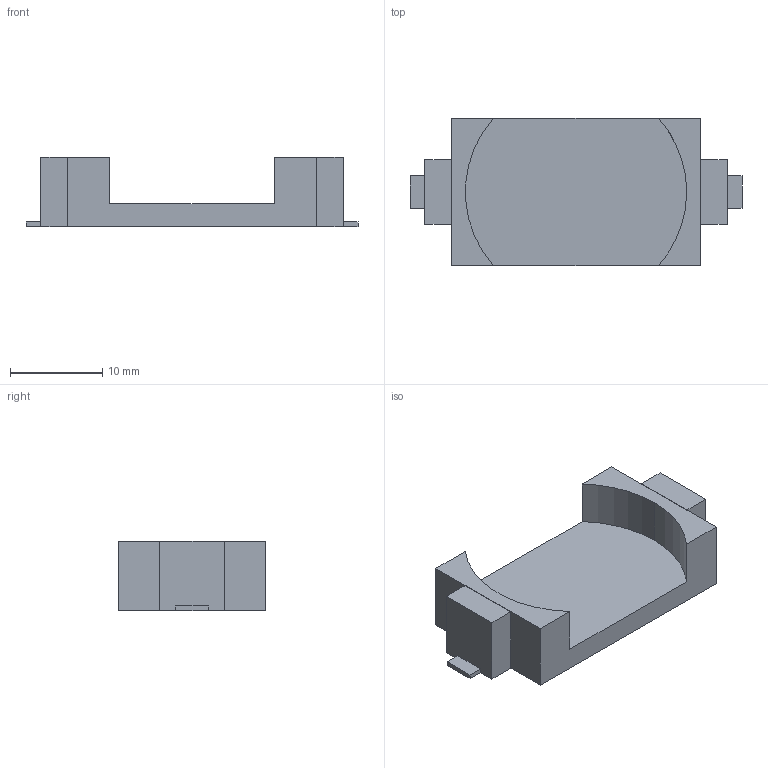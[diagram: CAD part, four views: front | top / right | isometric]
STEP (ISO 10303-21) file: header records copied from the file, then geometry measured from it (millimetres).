
FILE_DESCRIPTION(('FreeCAD Model'),'2;1');
FILE_NAME('Open CASCADE Shape Model','2025-02-01T11:26:01',(''),(''), 'Open CASCADE STEP processor 7.8','FreeCAD','Unknown');
FILE_SCHEMA(('AUTOMOTIVE_DESIGN { 1 0 10303 214 1 1 1 1 }'));
Length unit declared in the file: millimetre
Products named in the file (6): Unnamed; Slice.0; 立方体001; 立方体002; 立方体003; 立方体004
Assembly tree (5 placements, depth 2):
  Unnamed
    Slice.0
    立方体001
    立方体002
    立方体003
    立方体004
Bounding box: 36 x 16 x 7.5 mm (x, y, z)
Volume: 1783.8 mm3; surface area: 1916 mm2
Topology: 5 solids, 5 shells, 35 faces, 75 edges, 50 vertices
Faces by surface type: plane 32, cylinder 3
Entity records: 1079 total; most frequent: CARTESIAN_POINT 166, DIRECTION 163, ORIENTED_EDGE 150, EDGE_CURVE 75, LINE 69, VECTOR 69, VERTEX_POINT 50, AXIS2_PLACEMENT_3D 47
